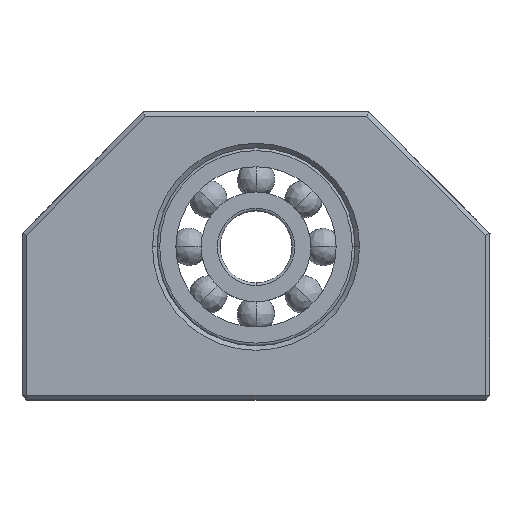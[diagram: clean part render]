
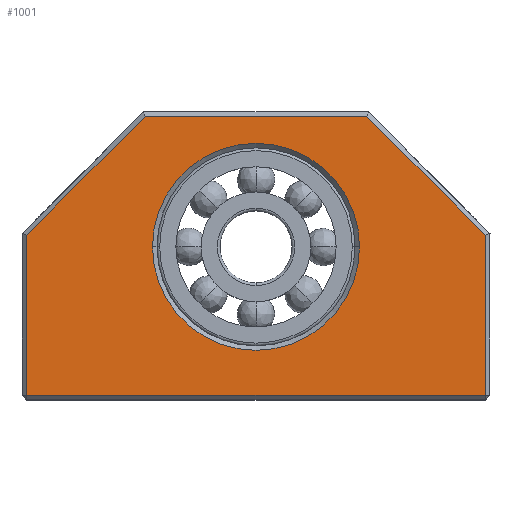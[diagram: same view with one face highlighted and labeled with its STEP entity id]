
A CAD part, top view. The second image highlights one B-rep face of the part: STEP entity #1001.
In plain terms, the highlighted planar face has unit normal (0, 0, 1).
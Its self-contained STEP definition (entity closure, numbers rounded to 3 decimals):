
#85 = ORIENTED_EDGE ( 'NONE', *, *, #1568, .T. ) ;
#394 = EDGE_CURVE ( 'NONE', #12028, #11304, #10708, .T. ) ;
#476 = ORIENTED_EDGE ( 'NONE', *, *, #11920, .T. ) ;
#571 = VECTOR ( 'NONE', #7601, 1000. ) ;
#789 = CARTESIAN_POINT ( 'NONE',  ( -25.5, 16., 20. ) ) ;
#807 = VERTEX_POINT ( 'NONE', #3023 ) ;
#829 = VECTOR ( 'NONE', #12494, 1000. ) ;
#1001 = ADVANCED_FACE ( 'NONE', ( #3629, #1949 ), #2479, .T. ) ;
#1034 = VERTEX_POINT ( 'NONE', #5547 ) ;
#1068 = CARTESIAN_POINT ( 'NONE',  ( 0., 0.5, 20. ) ) ;
#1167 = CARTESIAN_POINT ( 'NONE',  ( -25.5, 0.5, 20. ) ) ;
#1247 = LINE ( 'NONE', #8932, #571 ) ;
#1325 = CARTESIAN_POINT ( 'NONE',  ( -12.293, 31.5, 20. ) ) ;
#1465 = CARTESIAN_POINT ( 'NONE',  ( 12.293, 31.5, 20. ) ) ;
#1506 = DIRECTION ( 'NONE',  ( 1., 0., 0. ) ) ;
#1568 = EDGE_CURVE ( 'NONE', #6103, #807, #2378, .T. ) ;
#1949 = FACE_OUTER_BOUND ( 'NONE', #5721, .T. ) ;
#2092 = LINE ( 'NONE', #789, #829 ) ;
#2378 = LINE ( 'NONE', #1068, #10136 ) ;
#2479 = PLANE ( 'NONE',  #10926 ) ;
#2824 = DIRECTION ( 'NONE',  ( 0., 0., 1. ) ) ;
#3023 = CARTESIAN_POINT ( 'NONE',  ( 25.5, 0.5, 20. ) ) ;
#3629 = FACE_BOUND ( 'NONE', #9759, .T. ) ;
#4093 = DIRECTION ( 'NONE',  ( 0., 1., 0. ) ) ;
#4140 = CARTESIAN_POINT ( 'NONE',  ( 0., 17., 20. ) ) ;
#4336 = CARTESIAN_POINT ( 'NONE',  ( -25.5, 18.293, 20. ) ) ;
#4428 = EDGE_CURVE ( 'NONE', #6558, #1034, #5210, .T. ) ;
#4431 = DIRECTION ( 'NONE',  ( 1., 0., 0. ) ) ;
#4474 = VECTOR ( 'NONE', #4093, 1000. ) ;
#5156 = EDGE_CURVE ( 'NONE', #7303, #9331, #9333, .T. ) ;
#5210 = CIRCLE ( 'NONE', #6008, 11.5 ) ;
#5444 = CARTESIAN_POINT ( 'NONE',  ( 25.5, 16., 20. ) ) ;
#5547 = CARTESIAN_POINT ( 'NONE',  ( 11.5, 17., 20. ) ) ;
#5721 = EDGE_LOOP ( 'NONE', ( #7332, #476, #5931, #6980, #85, #10472 ) ) ;
#5786 = DIRECTION ( 'NONE',  ( 0., 0., 1. ) ) ;
#5931 = ORIENTED_EDGE ( 'NONE', *, *, #394, .T. ) ;
#6008 = AXIS2_PLACEMENT_3D ( 'NONE', #7118, #5786, #4431 ) ;
#6103 = VERTEX_POINT ( 'NONE', #8628 ) ;
#6558 = VERTEX_POINT ( 'NONE', #9855 ) ;
#6673 = DIRECTION ( 'NONE',  ( -0.707, 0.707, 0. ) ) ;
#6790 = LINE ( 'NONE', #5444, #4474 ) ;
#6980 = ORIENTED_EDGE ( 'NONE', *, *, #11653, .T. ) ;
#7118 = CARTESIAN_POINT ( 'NONE',  ( 0., 17., 20. ) ) ;
#7303 = VERTEX_POINT ( 'NONE', #10924 ) ;
#7332 = ORIENTED_EDGE ( 'NONE', *, *, #5156, .T. ) ;
#7601 = DIRECTION ( 'NONE',  ( -1., 0., 0. ) ) ;
#7878 = ORIENTED_EDGE ( 'NONE', *, *, #4428, .F. ) ;
#8003 = CARTESIAN_POINT ( 'NONE',  ( 25.5, 18.293, 20. ) ) ;
#8014 = DIRECTION ( 'NONE',  ( -0.707, -0.707, 0. ) ) ;
#8628 = CARTESIAN_POINT ( 'NONE',  ( -25.5, 0.5, 20. ) ) ;
#8932 = CARTESIAN_POINT ( 'NONE',  ( 0., 31.5, 20. ) ) ;
#9055 = EDGE_CURVE ( 'NONE', #807, #7303, #6790, .T. ) ;
#9331 = VERTEX_POINT ( 'NONE', #1465 ) ;
#9333 = LINE ( 'NONE', #8003, #9914 ) ;
#9345 = CARTESIAN_POINT ( 'NONE',  ( -12.293, 31.5, 20. ) ) ;
#9759 = EDGE_LOOP ( 'NONE', ( #11594, #7878 ) ) ;
#9855 = CARTESIAN_POINT ( 'NONE',  ( -11.5, 17., 20. ) ) ;
#9914 = VECTOR ( 'NONE', #6673, 1000. ) ;
#9981 = VECTOR ( 'NONE', #8014, 1000. ) ;
#10136 = VECTOR ( 'NONE', #12805, 1000. ) ;
#10472 = ORIENTED_EDGE ( 'NONE', *, *, #9055, .T. ) ;
#10708 = LINE ( 'NONE', #9345, #9981 ) ;
#10924 = CARTESIAN_POINT ( 'NONE',  ( 25.5, 18.293, 20. ) ) ;
#10926 = AXIS2_PLACEMENT_3D ( 'NONE', #1167, #12910, #11536 ) ;
#10949 = AXIS2_PLACEMENT_3D ( 'NONE', #4140, #2824, #1506 ) ;
#11304 = VERTEX_POINT ( 'NONE', #4336 ) ;
#11536 = DIRECTION ( 'NONE',  ( 1., 0., 0. ) ) ;
#11594 = ORIENTED_EDGE ( 'NONE', *, *, #12822, .F. ) ;
#11653 = EDGE_CURVE ( 'NONE', #11304, #6103, #2092, .T. ) ;
#11920 = EDGE_CURVE ( 'NONE', #9331, #12028, #1247, .T. ) ;
#12028 = VERTEX_POINT ( 'NONE', #1325 ) ;
#12494 = DIRECTION ( 'NONE',  ( 0., -1., 0. ) ) ;
#12805 = DIRECTION ( 'NONE',  ( 1., 0., 0. ) ) ;
#12822 = EDGE_CURVE ( 'NONE', #1034, #6558, #12971, .T. ) ;
#12910 = DIRECTION ( 'NONE',  ( 0., 0., 1. ) ) ;
#12971 = CIRCLE ( 'NONE', #10949, 11.5 ) ;
